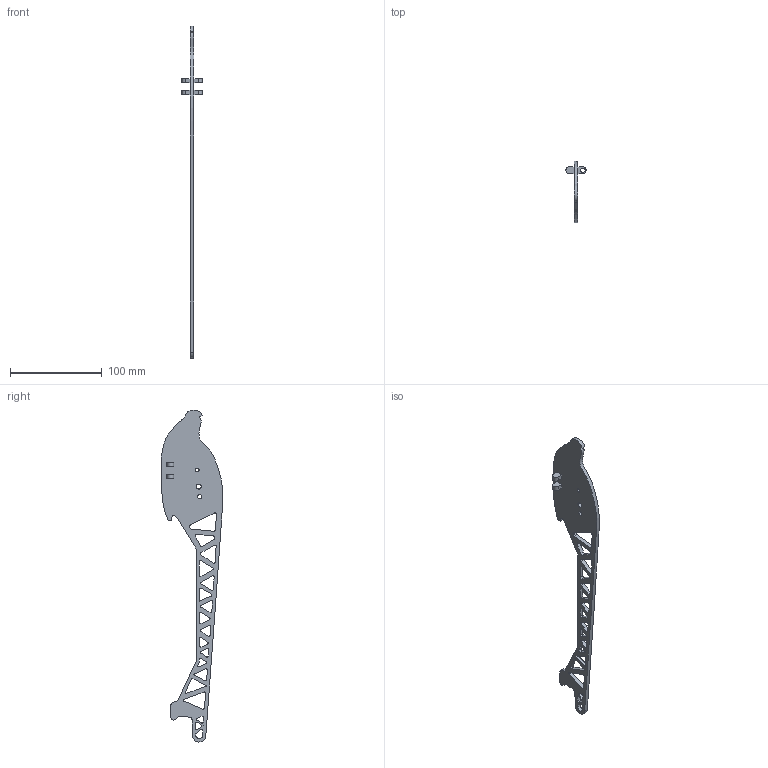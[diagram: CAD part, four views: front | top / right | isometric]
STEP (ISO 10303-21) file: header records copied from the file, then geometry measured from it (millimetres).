
FILE_DESCRIPTION(/* description */ (''),/* implementation_level */ '2;1');
FILE_NAME(/* name */ 'fuselage.step',/* time_stamp */ '2025-07-08T17:21:23+05:30',/* author */ (''),/* organization */ (''),/* preprocessor_version */ 'ST-DEVELOPER v20.1',/* originating_system */ 'Autodesk Translation Framework v14.10.0.0',/* authorisation */ '');
FILE_SCHEMA (('AUTOMOTIVE_DESIGN { 1 0 10303 214 3 1 1 }'));
Length unit declared in the file: millimetre
Products named in the file (2): fuselage; body v3
Assembly tree (1 placements, depth 2):
  fuselage
    body v3
Bounding box: 22.2 x 67.01 x 361.68 mm (x, y, z)
Volume: 40944.8 mm3; surface area: 27175.6 mm2
Topology: 1 solids, 1 shells, 158 faces, 455 edges, 303 vertices
Faces by surface type: plane 71, cylinder 45, bspline 42
Full cylindrical faces by diameter (mm): 4.2 x1, 4.622 x1, 4.8 x2, 5.4 x1
Entity records: 7044 total; most frequent: CARTESIAN_POINT 3060, ORIENTED_EDGE 910, DIRECTION 649, EDGE_CURVE 455, VERTEX_POINT 303, LINE 231, VECTOR 231, AXIS2_PLACEMENT_3D 209
